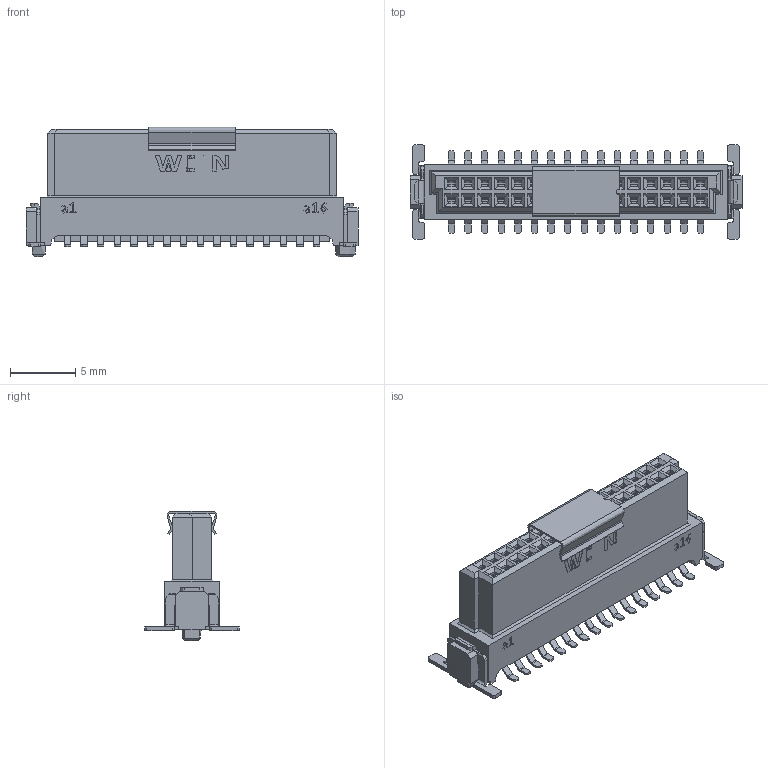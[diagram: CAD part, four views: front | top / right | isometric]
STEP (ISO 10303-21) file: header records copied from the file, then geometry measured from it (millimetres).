
FILE_DESCRIPTION( ('This file contains a STEP AP42 implementation' ,'as created by ZW3D STEP Interface translator.') ,'2;1' );
FILE_NAME( '3910-S032-090MSXWR1W.stp' ,'23 5 5.1642 6', (''), ('ZWCAD Software Co.'), 'Version 1.0', 'ZW3D to STEP translator', '' );
FILE_SCHEMA(('AUTOMOTIVE_DESIGN { 1 0 10303 214 1 1 1 1 }'));
Length unit declared in the file: millimetre
Products named in the file (2): 0; 3910-S032-090MS1WR1W
Bounding box: 25.4 x 7.2 x 9.9 mm (x, y, z)
Topology: 0 solids, 11 shells, 5136 faces, 14531 edges, 9442 vertices
Faces by surface type: plane 3218, cylinder 1561, bspline 350, cone 7
Entity records: 178058 total; most frequent: CARTESIAN_POINT 45317, ORIENTED_EDGE 29098, DIRECTION 23280, EDGE_CURVE 14497, VECTOR 10188, LINE 10188, VERTEX_POINT 9434, AXIS2_PLACEMENT_3D 6546
